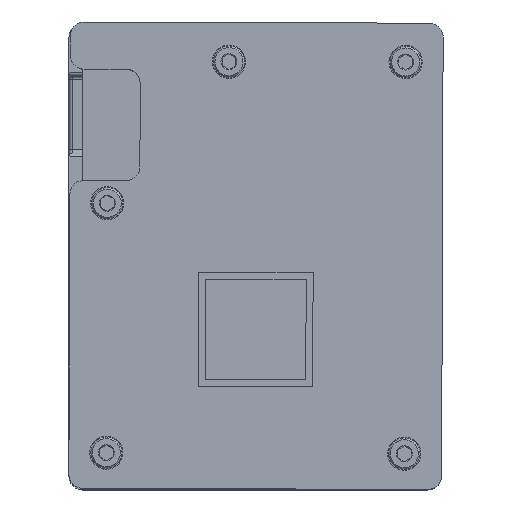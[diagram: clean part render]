
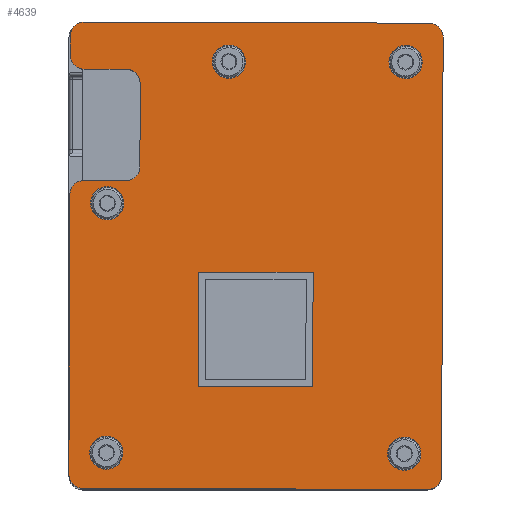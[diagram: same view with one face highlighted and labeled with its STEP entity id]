
A CAD part, top view. The second image highlights one B-rep face of the part: STEP entity #4639.
In plain terms, the highlighted face is planar.
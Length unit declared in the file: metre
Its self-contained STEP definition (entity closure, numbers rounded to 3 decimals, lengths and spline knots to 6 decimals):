
#328=LINE('',#6632,#695);
#330=LINE('',#6653,#697);
#331=LINE('',#6655,#698);
#332=LINE('',#6659,#699);
#333=LINE('',#6663,#700);
#334=LINE('',#6667,#701);
#335=LINE('',#6671,#702);
#336=LINE('',#6675,#703);
#337=LINE('',#6679,#704);
#338=LINE('',#6685,#705);
#339=LINE('',#6686,#706);
#340=LINE('',#6690,#707);
#341=LINE('',#6693,#708);
#342=LINE('',#6695,#709);
#343=LINE('',#6697,#710);
#344=LINE('',#6701,#711);
#695=VECTOR('',#5381,1.);
#697=VECTOR('',#5399,1.);
#698=VECTOR('',#5400,1.);
#699=VECTOR('',#5403,1.);
#700=VECTOR('',#5406,1.);
#701=VECTOR('',#5409,1.);
#702=VECTOR('',#5412,1.);
#703=VECTOR('',#5415,1.);
#704=VECTOR('',#5418,1.);
#705=VECTOR('',#5423,1.);
#706=VECTOR('',#5424,1.);
#707=VECTOR('',#5427,1.);
#708=VECTOR('',#5428,1.);
#709=VECTOR('',#5429,1.);
#710=VECTOR('',#5430,1.);
#711=VECTOR('',#5433,1.);
#1106=ORIENTED_EDGE('',*,*,#2534,.T.);
#1107=ORIENTED_EDGE('',*,*,#2541,.T.);
#1108=ORIENTED_EDGE('',*,*,#2542,.T.);
#1109=ORIENTED_EDGE('',*,*,#2543,.T.);
#1110=ORIENTED_EDGE('',*,*,#2544,.T.);
#1111=ORIENTED_EDGE('',*,*,#2545,.T.);
#1112=ORIENTED_EDGE('',*,*,#2546,.T.);
#1113=ORIENTED_EDGE('',*,*,#2547,.T.);
#1114=ORIENTED_EDGE('',*,*,#2548,.T.);
#1115=ORIENTED_EDGE('',*,*,#2549,.T.);
#1116=ORIENTED_EDGE('',*,*,#2550,.T.);
#1117=ORIENTED_EDGE('',*,*,#2551,.F.);
#1118=ORIENTED_EDGE('',*,*,#2552,.T.);
#1119=ORIENTED_EDGE('',*,*,#2553,.F.);
#1120=ORIENTED_EDGE('',*,*,#2554,.T.);
#1121=ORIENTED_EDGE('',*,*,#2555,.T.);
#1122=ORIENTED_EDGE('',*,*,#2556,.T.);
#1123=ORIENTED_EDGE('',*,*,#2557,.T.);
#1124=ORIENTED_EDGE('',*,*,#2558,.F.);
#1125=ORIENTED_EDGE('',*,*,#2559,.T.);
#1126=ORIENTED_EDGE('',*,*,#2560,.F.);
#1127=ORIENTED_EDGE('',*,*,#2561,.T.);
#1128=ORIENTED_EDGE('',*,*,#2562,.F.);
#1129=ORIENTED_EDGE('',*,*,#2563,.F.);
#1130=ORIENTED_EDGE('',*,*,#2564,.F.);
#1131=ORIENTED_EDGE('',*,*,#2565,.T.);
#1132=ORIENTED_EDGE('',*,*,#2566,.F.);
#1133=ORIENTED_EDGE('',*,*,#2567,.T.);
#1134=ORIENTED_EDGE('',*,*,#2568,.T.);
#2534=EDGE_CURVE('',#3254,#3253,#328,.T.);
#2541=EDGE_CURVE('',#3253,#3257,#3746,.F.);
#2542=EDGE_CURVE('',#3257,#3258,#330,.T.);
#2543=EDGE_CURVE('',#3258,#3259,#331,.T.);
#2544=EDGE_CURVE('',#3259,#3260,#3747,.T.);
#2545=EDGE_CURVE('',#3260,#3261,#332,.T.);
#2546=EDGE_CURVE('',#3261,#3262,#3748,.T.);
#2547=EDGE_CURVE('',#3262,#3263,#333,.T.);
#2548=EDGE_CURVE('',#3263,#3264,#3749,.F.);
#2549=EDGE_CURVE('',#3264,#3265,#334,.T.);
#2550=EDGE_CURVE('',#3265,#3266,#3750,.F.);
#2551=EDGE_CURVE('',#3267,#3266,#335,.T.);
#2552=EDGE_CURVE('',#3267,#3268,#3751,.F.);
#2553=EDGE_CURVE('',#3269,#3268,#336,.T.);
#2554=EDGE_CURVE('',#3269,#3270,#3752,.F.);
#2555=EDGE_CURVE('',#3270,#3271,#337,.T.);
#2556=EDGE_CURVE('',#3271,#3254,#3753,.F.);
#2557=EDGE_CURVE('',#3272,#3273,#3754,.T.);
#2558=EDGE_CURVE('',#3272,#3273,#338,.T.);
#2559=EDGE_CURVE('',#3274,#3275,#339,.T.);
#2560=EDGE_CURVE('',#3274,#3275,#3755,.T.);
#2561=EDGE_CURVE('',#3276,#3277,#340,.T.);
#2562=EDGE_CURVE('',#3278,#3277,#341,.T.);
#2563=EDGE_CURVE('',#3279,#3278,#342,.T.);
#2564=EDGE_CURVE('',#3276,#3279,#343,.T.);
#2565=EDGE_CURVE('',#3280,#3281,#3756,.T.);
#2566=EDGE_CURVE('',#3280,#3281,#344,.T.);
#2567=EDGE_CURVE('',#3282,#3282,#3757,.T.);
#2568=EDGE_CURVE('',#3283,#3283,#3758,.T.);
#3253=VERTEX_POINT('',#6631);
#3254=VERTEX_POINT('',#6633);
#3257=VERTEX_POINT('',#6652);
#3258=VERTEX_POINT('',#6654);
#3259=VERTEX_POINT('',#6656);
#3260=VERTEX_POINT('',#6658);
#3261=VERTEX_POINT('',#6660);
#3262=VERTEX_POINT('',#6662);
#3263=VERTEX_POINT('',#6664);
#3264=VERTEX_POINT('',#6666);
#3265=VERTEX_POINT('',#6668);
#3266=VERTEX_POINT('',#6670);
#3267=VERTEX_POINT('',#6672);
#3268=VERTEX_POINT('',#6674);
#3269=VERTEX_POINT('',#6676);
#3270=VERTEX_POINT('',#6678);
#3271=VERTEX_POINT('',#6680);
#3272=VERTEX_POINT('',#6683);
#3273=VERTEX_POINT('',#6684);
#3274=VERTEX_POINT('',#6687);
#3275=VERTEX_POINT('',#6688);
#3276=VERTEX_POINT('',#6691);
#3277=VERTEX_POINT('',#6692);
#3278=VERTEX_POINT('',#6694);
#3279=VERTEX_POINT('',#6696);
#3280=VERTEX_POINT('',#6699);
#3281=VERTEX_POINT('',#6700);
#3282=VERTEX_POINT('',#6703);
#3283=VERTEX_POINT('',#6705);
#3746=CIRCLE('',#4931,0.002);
#3747=CIRCLE('',#4932,0.002);
#3748=CIRCLE('',#4933,0.002);
#3749=CIRCLE('',#4934,0.002);
#3750=CIRCLE('',#4935,0.002);
#3751=CIRCLE('',#4936,0.002);
#3752=CIRCLE('',#4937,0.002);
#3753=CIRCLE('',#4938,0.002);
#3754=CIRCLE('',#4939,0.0024);
#3755=CIRCLE('',#4940,0.0024);
#3756=CIRCLE('',#4941,0.0024);
#3757=CIRCLE('',#4942,0.0024);
#3758=CIRCLE('',#4943,0.0024);
#3925=EDGE_LOOP('',(#1106,#1107,#1108,#1109,#1110,#1111,#1112,#1113,#1114,
#1115,#1116,#1117,#1118,#1119,#1120,#1121,#1122));
#3926=EDGE_LOOP('',(#1123,#1124));
#3927=EDGE_LOOP('',(#1125,#1126));
#3928=EDGE_LOOP('',(#1127,#1128,#1129,#1130));
#3929=EDGE_LOOP('',(#1131,#1132));
#3930=EDGE_LOOP('',(#1133));
#3931=EDGE_LOOP('',(#1134));
#4221=FACE_BOUND('',#3925,.T.);
#4222=FACE_BOUND('',#3926,.T.);
#4223=FACE_BOUND('',#3927,.T.);
#4224=FACE_BOUND('',#3928,.T.);
#4225=FACE_BOUND('',#3929,.T.);
#4226=FACE_BOUND('',#3930,.T.);
#4227=FACE_BOUND('',#3931,.T.);
#4515=PLANE('',#4930);
#4639=ADVANCED_FACE('',(#4221,#4222,#4223,#4224,#4225,#4226,#4227),#4515,
 .F.);
#4930=AXIS2_PLACEMENT_3D('',#6650,#5395,#5396);
#4931=AXIS2_PLACEMENT_3D('',#6651,#5397,#5398);
#4932=AXIS2_PLACEMENT_3D('',#6657,#5401,#5402);
#4933=AXIS2_PLACEMENT_3D('',#6661,#5404,#5405);
#4934=AXIS2_PLACEMENT_3D('',#6665,#5407,#5408);
#4935=AXIS2_PLACEMENT_3D('',#6669,#5410,#5411);
#4936=AXIS2_PLACEMENT_3D('',#6673,#5413,#5414);
#4937=AXIS2_PLACEMENT_3D('',#6677,#5416,#5417);
#4938=AXIS2_PLACEMENT_3D('',#6681,#5419,#5420);
#4939=AXIS2_PLACEMENT_3D('',#6682,#5421,#5422);
#4940=AXIS2_PLACEMENT_3D('',#6689,#5425,#5426);
#4941=AXIS2_PLACEMENT_3D('',#6698,#5431,#5432);
#4942=AXIS2_PLACEMENT_3D('',#6702,#5434,#5435);
#4943=AXIS2_PLACEMENT_3D('',#6704,#5436,#5437);
#5381=DIRECTION('',(0.,-1.,0.));
#5395=DIRECTION('',(0.,0.,1.));
#5396=DIRECTION('',(1.,0.,0.));
#5397=DIRECTION('',(0.,0.,1.));
#5398=DIRECTION('',(1.,0.,0.));
#5399=DIRECTION('',(-1.,0.,0.));
#5400=DIRECTION('',(-1.,0.,0.));
#5401=DIRECTION('',(0.,0.,1.));
#5402=DIRECTION('',(1.,0.,0.));
#5403=DIRECTION('',(0.,-1.,0.));
#5404=DIRECTION('',(0.,0.,1.));
#5405=DIRECTION('',(1.,0.,0.));
#5406=DIRECTION('',(1.,0.,0.));
#5407=DIRECTION('',(0.,0.,1.));
#5408=DIRECTION('',(1.,0.,0.));
#5409=DIRECTION('',(0.,-1.,0.));
#5410=DIRECTION('',(0.,0.,1.));
#5411=DIRECTION('',(1.,0.,0.));
#5412=DIRECTION('',(1.,0.,0.));
#5413=DIRECTION('',(0.,0.,1.));
#5414=DIRECTION('',(1.,0.,0.));
#5415=DIRECTION('',(0.,-1.,0.));
#5416=DIRECTION('',(0.,0.,1.));
#5417=DIRECTION('',(1.,0.,0.));
#5418=DIRECTION('',(1.,0.,0.));
#5419=DIRECTION('',(0.,0.,1.));
#5420=DIRECTION('',(1.,0.,0.));
#5421=DIRECTION('',(0.,0.,1.));
#5422=DIRECTION('',(1.,0.,0.));
#5423=DIRECTION('',(0.,-1.,0.));
#5424=DIRECTION('',(0.,-1.,0.));
#5425=DIRECTION('',(0.,0.,-1.));
#5426=DIRECTION('',(1.,0.,0.));
#5427=DIRECTION('',(-1.,0.,0.));
#5428=DIRECTION('',(0.,1.,0.));
#5429=DIRECTION('',(-1.,0.,0.));
#5430=DIRECTION('',(0.,-1.,0.));
#5431=DIRECTION('',(0.,0.,1.));
#5432=DIRECTION('',(1.,0.,0.));
#5433=DIRECTION('',(1.,0.,0.));
#5434=DIRECTION('',(0.,0.,1.));
#5435=DIRECTION('',(1.,0.,0.));
#5436=DIRECTION('',(0.,0.,1.));
#5437=DIRECTION('',(1.,0.,0.));
#6631=CARTESIAN_POINT('',(0.0269,0.023028,0.));
#6632=CARTESIAN_POINT('',(0.0269,0.023435,0.));
#6633=CARTESIAN_POINT('',(0.0269,0.025842,0.));
#6650=CARTESIAN_POINT('',(0.,-0.005808,0.));
#6651=CARTESIAN_POINT('',(0.0249,0.023028,0.));
#6652=CARTESIAN_POINT('',(0.0249,0.021028,0.));
#6653=CARTESIAN_POINT('',(0.02185,0.021028,0.));
#6654=CARTESIAN_POINT('',(0.0219,0.021028,0.));
#6655=CARTESIAN_POINT('',(0.02185,0.021028,0.));
#6656=CARTESIAN_POINT('',(0.0188,0.021028,0.));
#6657=CARTESIAN_POINT('',(0.0188,0.019028,0.));
#6658=CARTESIAN_POINT('',(0.0168,0.019028,0.));
#6659=CARTESIAN_POINT('',(0.0168,0.007419,0.));
#6660=CARTESIAN_POINT('',(0.0168,0.006949,0.));
#6661=CARTESIAN_POINT('',(0.0188,0.006949,0.));
#6662=CARTESIAN_POINT('',(0.0188,0.004949,0.));
#6663=CARTESIAN_POINT('',(0.02185,0.004949,0.));
#6664=CARTESIAN_POINT('',(0.0249,0.004949,0.));
#6665=CARTESIAN_POINT('',(0.0249,0.002949,0.));
#6666=CARTESIAN_POINT('',(0.0269,0.002949,0.));
#6667=CARTESIAN_POINT('',(0.0269,0.023435,0.));
#6668=CARTESIAN_POINT('',(0.0269,-0.037458,0.));
#6669=CARTESIAN_POINT('',(0.0249,-0.037458,0.));
#6670=CARTESIAN_POINT('',(0.0249,-0.039458,0.));
#6671=CARTESIAN_POINT('',(0.,-0.039458,0.));
#6672=CARTESIAN_POINT('',(-0.0249,-0.039458,0.));
#6673=CARTESIAN_POINT('',(-0.0249,-0.037458,0.));
#6674=CARTESIAN_POINT('',(-0.0269,-0.037458,0.));
#6675=CARTESIAN_POINT('',(-0.0269,-0.005808,0.));
#6676=CARTESIAN_POINT('',(-0.0269,0.025842,0.));
#6677=CARTESIAN_POINT('',(-0.0249,0.025842,0.));
#6678=CARTESIAN_POINT('',(-0.0249,0.027842,0.));
#6679=CARTESIAN_POINT('',(0.,0.027842,0.));
#6680=CARTESIAN_POINT('',(0.0249,0.027842,0.));
#6681=CARTESIAN_POINT('',(0.0249,0.025842,0.));
#6682=CARTESIAN_POINT('',(0.021502,-0.034308,0.));
#6683=CARTESIAN_POINT('',(0.0239,-0.034203,0.));
#6684=CARTESIAN_POINT('',(0.0239,-0.034413,0.));
#6685=CARTESIAN_POINT('',(0.0239,-0.034308,0.));
#6686=CARTESIAN_POINT('',(-0.0239,-0.034308,0.));
#6687=CARTESIAN_POINT('',(-0.0239,-0.034203,0.));
#6688=CARTESIAN_POINT('',(-0.0239,-0.034413,0.));
#6689=CARTESIAN_POINT('',(-0.021502,-0.034308,0.));
#6690=CARTESIAN_POINT('',(0.,-0.008208,0.));
#6691=CARTESIAN_POINT('',(0.00825,-0.008208,0.));
#6692=CARTESIAN_POINT('',(-0.00825,-0.008208,0.));
#6693=CARTESIAN_POINT('',(-0.00825,-0.024208,0.));
#6694=CARTESIAN_POINT('',(-0.00825,-0.024708,0.));
#6695=CARTESIAN_POINT('',(-0.0005,-0.024708,0.));
#6696=CARTESIAN_POINT('',(0.00825,-0.024708,0.));
#6697=CARTESIAN_POINT('',(0.00825,-0.016958,0.));
#6698=CARTESIAN_POINT('',(-0.0215,0.022225,0.));
#6699=CARTESIAN_POINT('',(-0.021899,0.024592,0.));
#6700=CARTESIAN_POINT('',(-0.021101,0.024592,0.));
#6701=CARTESIAN_POINT('',(-0.0215,0.024592,0.));
#6702=CARTESIAN_POINT('',(0.004,0.022192,0.));
#6703=CARTESIAN_POINT('',(0.0064,0.022192,0.));
#6704=CARTESIAN_POINT('',(0.0215,0.001692,0.));
#6705=CARTESIAN_POINT('',(0.0239,0.001692,0.));
